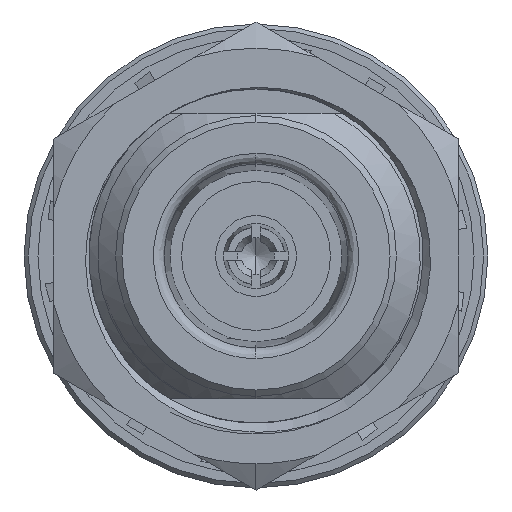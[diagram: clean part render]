
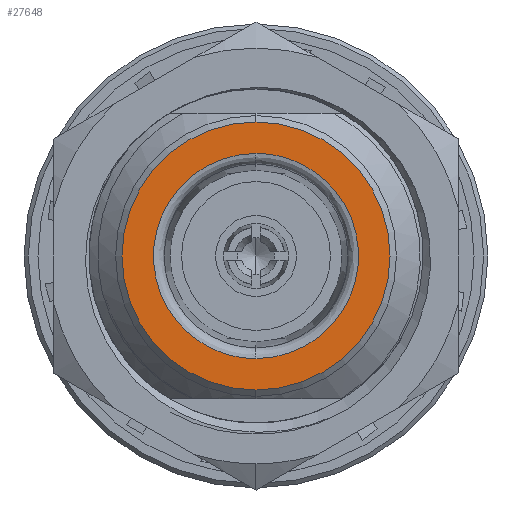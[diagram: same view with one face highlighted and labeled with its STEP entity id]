
A CAD part, left-side view. The second image highlights one B-rep face of the part: STEP entity #27648.
In plain terms, the highlighted planar face has unit normal (-1, 0, 0).
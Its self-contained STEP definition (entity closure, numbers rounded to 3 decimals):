
#448 = CARTESIAN_POINT ( 'NONE',  ( 0., 9.64, 4.82 ) ) ;
#758 = CIRCLE ( 'NONE', #7737, 6.3 ) ;
#1550 = CARTESIAN_POINT ( 'NONE',  ( 0., 0., 0. ) ) ;
#2113 = ORIENTED_EDGE ( 'NONE', *, *, #22755, .F. ) ;
#4531 = CARTESIAN_POINT ( 'NONE',  ( 0., -9.64, 4.82 ) ) ;
#7008 = VERTEX_POINT ( 'NONE', #48841 ) ;
#7737 = AXIS2_PLACEMENT_3D ( 'NONE', #1550, #36519, #46568 ) ;
#9685 = ORIENTED_EDGE ( 'NONE', *, *, #43818, .F. ) ;
#10551 = VERTEX_POINT ( 'NONE', #19246 ) ;
#13508 = CARTESIAN_POINT ( 'NONE',  ( 0., 0., 4.82 ) ) ;
#13510 = FACE_BOUND ( 'NONE', #44773, .T. ) ;
#19246 = CARTESIAN_POINT ( 'NONE',  ( 0., 0., -4.82 ) ) ;
#19514 = CARTESIAN_POINT ( 'NONE',  ( 0., 0., -6.3 ) ) ;
#20901 = DIRECTION ( 'NONE',  ( 0., 0., -1. ) ) ;
#21341 = CARTESIAN_POINT ( 'NONE',  ( 0., 0., 0. ) ) ;
#22755 = EDGE_CURVE ( 'NONE', #10551, #44677, #52118, .T. ) ;
#25409 = DIRECTION ( 'NONE',  ( 0., 0., -1. ) ) ;
#27648 = ADVANCED_FACE ( 'NONE', ( #63503, #13510 ), #40034, .F. ) ;
#30413 = CARTESIAN_POINT ( 'NONE',  ( 0., 6.3, 0. ) ) ;
#35017 = DIRECTION ( 'NONE',  ( 1., 0., 0. ) ) ;
#36271 = AXIS2_PLACEMENT_3D ( 'NONE', #21341, #51716, #20901 ) ;
#36519 = DIRECTION ( 'NONE',  ( 1., 0., 0. ) ) ;
#37283 = ORIENTED_EDGE ( 'NONE', *, *, #59605, .F. ) ;
#40034 = PLANE ( 'NONE',  #44377 ) ;
#40447 = CARTESIAN_POINT ( 'NONE',  ( 0., 9.64, -4.82 ) ) ;
#43082 = VERTEX_POINT ( 'NONE', #19514 ) ;
#43818 = EDGE_CURVE ( 'NONE', #7008, #43082, #758, .T. ) ;
#44377 = AXIS2_PLACEMENT_3D ( 'NONE', #30413, #35017, #25409 ) ;
#44677 = VERTEX_POINT ( 'NONE', #47163 ) ;
#44773 = EDGE_LOOP ( 'NONE', ( #2113, #58024 ) ) ;
#45341 = CARTESIAN_POINT ( 'NONE',  ( 0., 0., 4.82 ) ) ;
#46568 = DIRECTION ( 'NONE',  ( 0., 0., -1. ) ) ;
#47017 =( BOUNDED_CURVE ( )  B_SPLINE_CURVE ( 3, ( #13508, #448, #40447, #55965 ),
 .UNSPECIFIED., .F., .F. ) 
 B_SPLINE_CURVE_WITH_KNOTS ( ( 4, 4 ),
 ( 0., 1. ),
 .UNSPECIFIED. ) 
 CURVE ( )  GEOMETRIC_REPRESENTATION_ITEM ( )  RATIONAL_B_SPLINE_CURVE ( ( 1., 0.333, 0.333, 1. ) ) 
 REPRESENTATION_ITEM ( '' )  );
#47163 = CARTESIAN_POINT ( 'NONE',  ( 0., 0., 4.82 ) ) ;
#48326 = EDGE_CURVE ( 'NONE', #44677, #10551, #47017, .T. ) ;
#48841 = CARTESIAN_POINT ( 'NONE',  ( 0., 0., 6.3 ) ) ;
#50599 = EDGE_LOOP ( 'NONE', ( #37283, #9685 ) ) ;
#51716 = DIRECTION ( 'NONE',  ( 1., 0., 0. ) ) ;
#52087 = CIRCLE ( 'NONE', #36271, 6.3 ) ;
#52118 =( BOUNDED_CURVE ( )  B_SPLINE_CURVE ( 3, ( #58677, #59121, #4531, #45341 ),
 .UNSPECIFIED., .F., .F. ) 
 B_SPLINE_CURVE_WITH_KNOTS ( ( 4, 4 ),
 ( 0., 1. ),
 .UNSPECIFIED. ) 
 CURVE ( )  GEOMETRIC_REPRESENTATION_ITEM ( )  RATIONAL_B_SPLINE_CURVE ( ( 1., 0.333, 0.333, 1. ) ) 
 REPRESENTATION_ITEM ( '' )  );
#55965 = CARTESIAN_POINT ( 'NONE',  ( 0., 0., -4.82 ) ) ;
#58024 = ORIENTED_EDGE ( 'NONE', *, *, #48326, .F. ) ;
#58677 = CARTESIAN_POINT ( 'NONE',  ( 0., 0., -4.82 ) ) ;
#59121 = CARTESIAN_POINT ( 'NONE',  ( 0., -9.64, -4.82 ) ) ;
#59605 = EDGE_CURVE ( 'NONE', #43082, #7008, #52087, .T. ) ;
#63503 = FACE_OUTER_BOUND ( 'NONE', #50599, .T. ) ;
